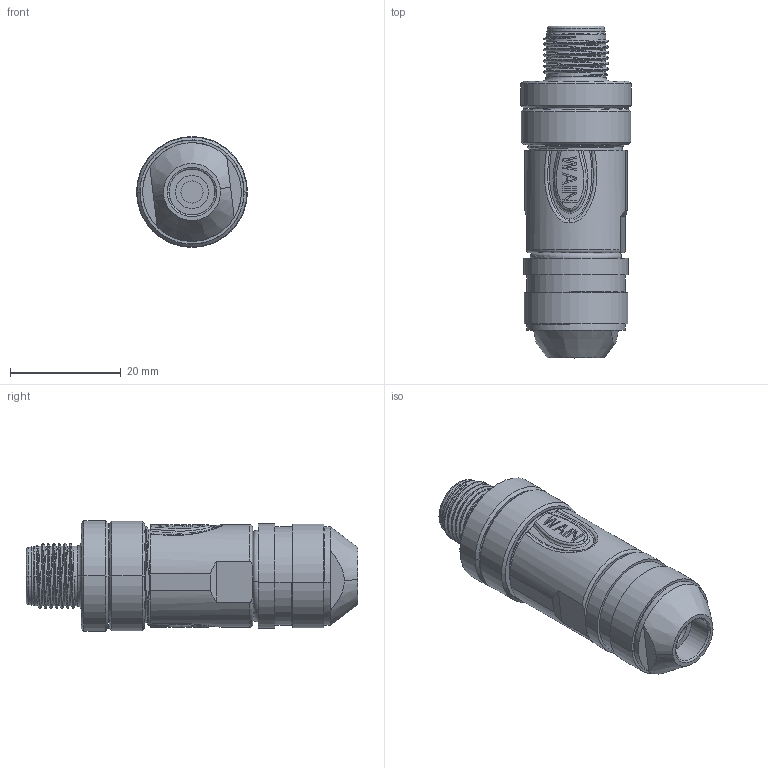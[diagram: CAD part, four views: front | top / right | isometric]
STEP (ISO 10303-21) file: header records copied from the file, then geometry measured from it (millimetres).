
FILE_DESCRIPTION((''),'2;1');
FILE_NAME('3D_1630034142002_M12-M03A-T-D6-','2020-12-29T',('cm.zhong'),(''),'PRO/ENGINEER BY PARAMETRIC TECHNOLOGY CORPORATION, 2012480','PRO/ENGINEER BY PARAMETRIC TECHNOLOGY CORPORATION, 2012480','');
FILE_SCHEMA(('CONFIG_CONTROL_DESIGN'));
Length unit declared in the file: millimetre
Products named in the file (1): 3D_1630034142002_M12-M03A-T-D6-
Bounding box: 20 x 59.9 x 20 mm (x, y, z)
Volume: 11721.1 mm3; surface area: 7892.8 mm2
Topology: 1 solids, 1 shells, 353 faces, 1013 edges, 692 vertices
Faces by surface type: plane 145, cylinder 93, cone 38, torus 35, bspline 33, sphere 6, extrusion 3
Entity records: 21182 total; most frequent: CARTESIAN_POINT 12247, ORIENTED_EDGE 2014, DIRECTION 1669, EDGE_CURVE 1007, VERTEX_POINT 692, AXIS2_PLACEMENT_3D 668, EDGE_LOOP 403, FACE_OUTER_BOUND 353
